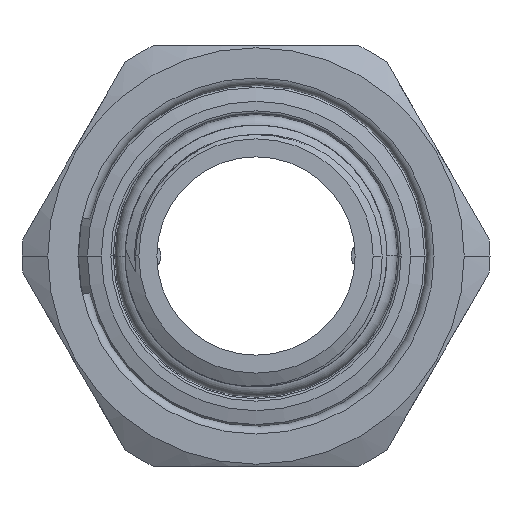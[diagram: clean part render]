
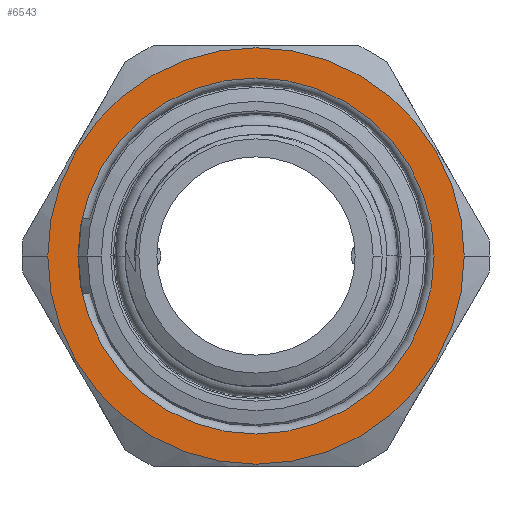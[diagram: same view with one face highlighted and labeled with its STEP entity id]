
A CAD part, left-side view. The second image highlights one B-rep face of the part: STEP entity #6543.
In plain terms, the highlighted planar face has unit normal (-1, 0, 0).
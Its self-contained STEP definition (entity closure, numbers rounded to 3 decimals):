
#4381=CARTESIAN_POINT('',(0.,0.,0.));
#4382=DIRECTION('',(-1.,0.,0.));
#4383=DIRECTION('',(0.,1.,0.));
#4384=AXIS2_PLACEMENT_3D('',#4381,#4382,#4383);
#4386=CARTESIAN_POINT('',(0.,0.,0.));
#4387=DIRECTION('',(1.,0.,0.));
#4388=DIRECTION('',(0.,1.,0.));
#4389=AXIS2_PLACEMENT_3D('',#4386,#4387,#4388);
#4391=CARTESIAN_POINT('',(0.,0.,0.));
#4392=DIRECTION('',(1.,0.,0.));
#4393=DIRECTION('',(0.,1.,0.));
#4394=AXIS2_PLACEMENT_3D('',#4391,#4392,#4393);
#4396=CARTESIAN_POINT('',(0.,0.,0.));
#4397=DIRECTION('',(1.,0.,0.));
#4398=DIRECTION('',(0.,-1.,0.));
#4399=AXIS2_PLACEMENT_3D('',#4396,#4397,#4398);
#5963=CARTESIAN_POINT('',(0.,26.25,0.));
#5964=VERTEX_POINT('',#5963);
#5973=CARTESIAN_POINT('',(0.,-26.25,0.));
#5974=VERTEX_POINT('',#5973);
#6047=CARTESIAN_POINT('',(0.,22.45,0.));
#6048=CARTESIAN_POINT('',(0.,-22.45,0.));
#6049=VERTEX_POINT('',#6047);
#6050=VERTEX_POINT('',#6048);
#6528=CARTESIAN_POINT('',(0.,0.,0.));
#6529=DIRECTION('',(1.,0.,0.));
#6530=DIRECTION('',(0.,-1.,0.));
#6531=AXIS2_PLACEMENT_3D('',#6528,#6529,#6530);
#6532=PLANE('',#6531);
#6533=ORIENTED_EDGE('',*,*,#6507,.F.);
#6534=ORIENTED_EDGE('',*,*,#6523,.T.);
#6535=EDGE_LOOP('',(#6533,#6534));
#6536=FACE_OUTER_BOUND('',#6535,.F.);
#6538=ORIENTED_EDGE('',*,*,#6537,.F.);
#6540=ORIENTED_EDGE('',*,*,#6539,.F.);
#6541=EDGE_LOOP('',(#6538,#6540));
#6542=FACE_BOUND('',#6541,.F.);
#6543=ADVANCED_FACE('',(#6536,#6542),#6532,.F.);
#4385=CIRCLE('',#4384,26.25);
#4390=CIRCLE('',#4389,26.25);
#4395=CIRCLE('',#4394,22.45);
#4400=CIRCLE('',#4399,22.45);
#6507=EDGE_CURVE('',#5964,#5974,#4385,.T.);
#6523=EDGE_CURVE('',#5964,#5974,#4390,.T.);
#6537=EDGE_CURVE('',#6049,#6050,#4395,.T.);
#6539=EDGE_CURVE('',#6050,#6049,#4400,.T.);
